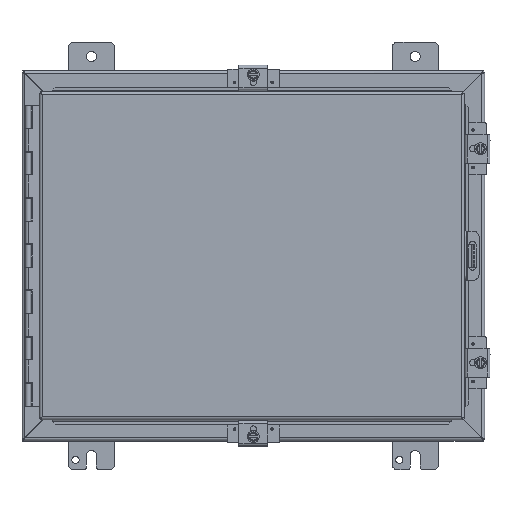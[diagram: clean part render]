
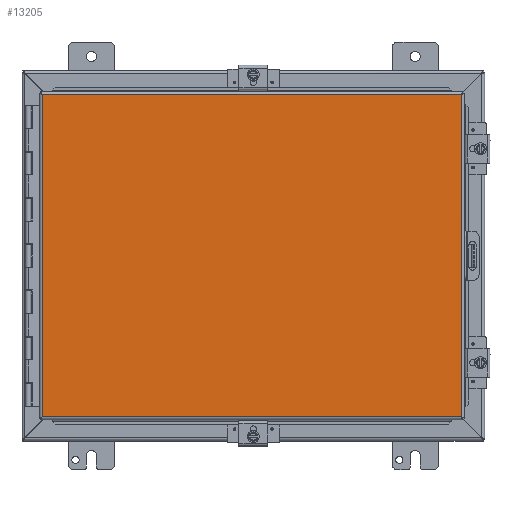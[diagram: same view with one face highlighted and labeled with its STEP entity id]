
A CAD part, top view. The second image highlights one B-rep face of the part: STEP entity #13205.
In plain terms, the highlighted face is planar.
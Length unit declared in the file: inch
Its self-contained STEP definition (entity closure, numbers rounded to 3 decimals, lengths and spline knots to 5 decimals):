
#1653=LINE('',#22215,#2806);
#1659=LINE('',#22336,#2812);
#1669=LINE('',#22489,#2822);
#1672=LINE('',#22522,#2825);
#2806=VECTOR('',#17277,0.3937);
#2812=VECTOR('',#17291,0.3937);
#2822=VECTOR('',#17313,0.3937);
#2825=VECTOR('',#17322,0.3937);
#3775=PLANE('',#14544);
#4419=FACE_OUTER_BOUND('',#5230,.T.);
#5230=EDGE_LOOP('',(#11252,#11253,#11254,#11255));
#6727=VERTEX_POINT('',#22206);
#6728=VERTEX_POINT('',#22214);
#6731=VERTEX_POINT('',#22284);
#6732=VERTEX_POINT('',#22328);
#8285=EDGE_CURVE('',#6728,#6727,#1653,.T.);
#8298=EDGE_CURVE('',#6731,#6732,#1659,.T.);
#8315=EDGE_CURVE('',#6727,#6731,#1669,.T.);
#8319=EDGE_CURVE('',#6732,#6728,#1672,.T.);
#11252=ORIENTED_EDGE('',*,*,#8315,.T.);
#11253=ORIENTED_EDGE('',*,*,#8298,.T.);
#11254=ORIENTED_EDGE('',*,*,#8319,.T.);
#11255=ORIENTED_EDGE('',*,*,#8285,.T.);
#13205=ADVANCED_FACE('',(#4419),#3775,.F.);
#14544=AXIS2_PLACEMENT_3D('',#22602,#17336,#17337);
#17277=DIRECTION('',(-1.,0.,0.));
#17291=DIRECTION('',(1.,0.,0.));
#17313=DIRECTION('',(0.,1.,0.));
#17322=DIRECTION('',(0.,-1.,0.));
#17336=DIRECTION('center_axis',(0.,0.,1.));
#17337=DIRECTION('ref_axis',(1.,0.,0.));
#22206=CARTESIAN_POINT('',(-9.066,-6.97225,0.));
#22214=CARTESIAN_POINT('',(9.066,-6.97225,0.));
#22215=CARTESIAN_POINT('',(4.533,-6.97225,0.));
#22284=CARTESIAN_POINT('',(-9.066,6.97225,0.));
#22328=CARTESIAN_POINT('',(9.066,6.97225,0.));
#22336=CARTESIAN_POINT('',(-4.59375,6.97225,0.));
#22489=CARTESIAN_POINT('',(-9.066,-3.48613,0.));
#22522=CARTESIAN_POINT('',(9.066,3.48613,0.));
#22602=CARTESIAN_POINT('Origin',(0.,0.,
0.));
